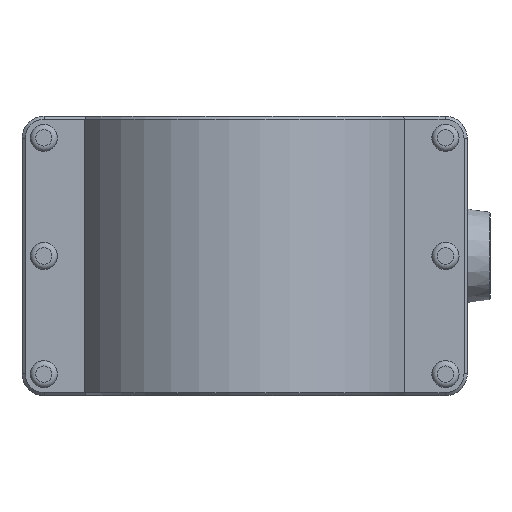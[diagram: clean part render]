
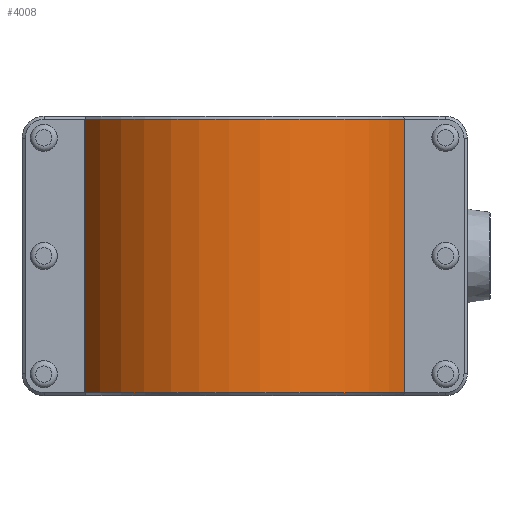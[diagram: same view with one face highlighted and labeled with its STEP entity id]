
A CAD part, front view. The second image highlights one B-rep face of the part: STEP entity #4008.
In plain terms, the highlighted cylindrical face has radius 99 mm (diameter 198 mm), a partial arc.
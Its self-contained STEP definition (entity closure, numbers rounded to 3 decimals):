
#362=LINE('',#6897,#686);
#363=LINE('',#6899,#687);
#686=VECTOR('',#5439,150.4);
#687=VECTOR('',#5442,150.4);
#942=CYLINDRICAL_SURFACE('',#4404,99.);
#1254=FACE_OUTER_BOUND('',#1577,.T.);
#1577=EDGE_LOOP('',(#3528,#3529,#3530,#3531));
#1787=CIRCLE('',#4386,99.);
#1788=CIRCLE('',#4389,99.);
#2122=VERTEX_POINT('',#6837);
#2123=VERTEX_POINT('',#6842);
#2124=VERTEX_POINT('',#6849);
#2126=VERTEX_POINT('',#6858);
#2607=EDGE_CURVE('',#2122,#2123,#1787,.T.);
#2613=EDGE_CURVE('',#2126,#2124,#1788,.T.);
#2630=EDGE_CURVE('',#2122,#2124,#362,.T.);
#2631=EDGE_CURVE('',#2123,#2126,#363,.T.);
#3528=ORIENTED_EDGE('',*,*,#2607,.F.);
#3529=ORIENTED_EDGE('',*,*,#2630,.T.);
#3530=ORIENTED_EDGE('',*,*,#2613,.F.);
#3531=ORIENTED_EDGE('',*,*,#2631,.F.);
#4008=ADVANCED_FACE('',(#1254),#942,.T.);
#4386=AXIS2_PLACEMENT_3D('',#6843,#5389,#5390);
#4389=AXIS2_PLACEMENT_3D('',#6863,#5397,#5398);
#4404=AXIS2_PLACEMENT_3D('',#6898,#5440,#5441);
#5389=DIRECTION('center_axis',(0.,0.,-1.));
#5390=DIRECTION('ref_axis',(1.,0.,0.));
#5397=DIRECTION('center_axis',(0.,0.,1.));
#5398=DIRECTION('ref_axis',(1.,0.,0.));
#5439=DIRECTION('',(0.,0.,1.));
#5440=DIRECTION('center_axis',(0.,0.,1.));
#5441=DIRECTION('ref_axis',(1.,0.,0.));
#5442=DIRECTION('',(0.,0.,1.));
#6837=CARTESIAN_POINT('',(88.182,-45.,-75.2));
#6842=CARTESIAN_POINT('',(-88.182,-45.,-75.2));
#6843=CARTESIAN_POINT('Origin',(0.,0.,-75.2));
#6849=CARTESIAN_POINT('',(88.182,-45.,75.2));
#6858=CARTESIAN_POINT('',(-88.182,-45.,75.2));
#6863=CARTESIAN_POINT('Origin',(0.,0.,75.2));
#6897=CARTESIAN_POINT('',(88.182,-45.,0.));
#6898=CARTESIAN_POINT('Origin',(0.,0.,0.));
#6899=CARTESIAN_POINT('',(-88.182,-45.,0.));
